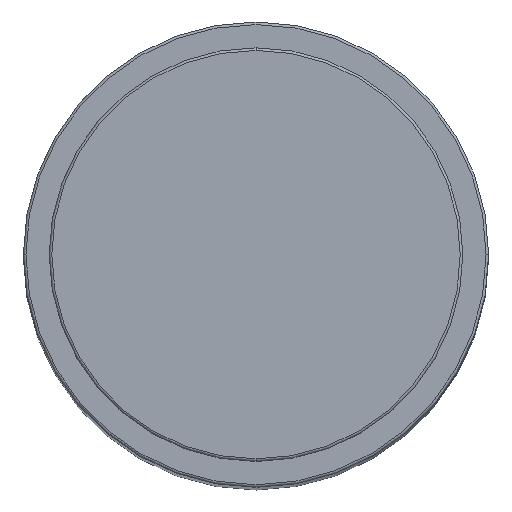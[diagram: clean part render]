
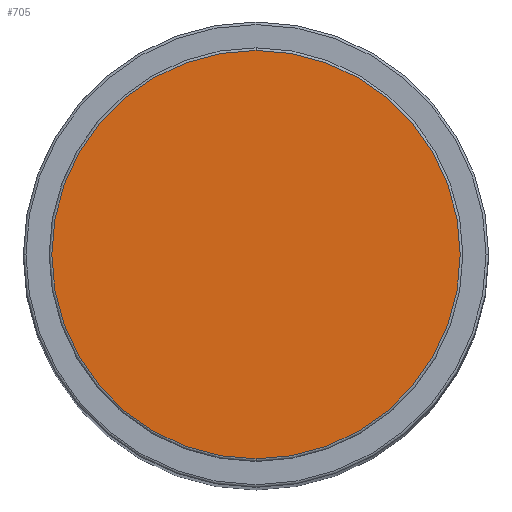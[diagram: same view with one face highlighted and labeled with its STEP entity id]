
A CAD part, top view. The second image highlights one B-rep face of the part: STEP entity #705.
In plain terms, the highlighted planar face has unit normal (0, 0, 1).
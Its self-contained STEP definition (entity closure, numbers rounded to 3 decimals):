
#238=CARTESIAN_POINT('',(0.,0.,60.));
#239=DIRECTION('',(0.,0.,1.));
#240=DIRECTION('',(0.,1.,0.));
#241=AXIS2_PLACEMENT_3D('',#238,#239,#240);
#243=CARTESIAN_POINT('',(0.,0.,60.));
#244=DIRECTION('',(0.,0.,1.));
#245=DIRECTION('',(0.,-1.,0.));
#246=AXIS2_PLACEMENT_3D('',#243,#244,#245);
#307=CARTESIAN_POINT('',(0.,7.9,60.));
#308=CARTESIAN_POINT('',(0.,-7.9,60.));
#309=VERTEX_POINT('',#307);
#310=VERTEX_POINT('',#308);
#695=CARTESIAN_POINT('',(0.,0.,60.));
#696=DIRECTION('',(0.,0.,1.));
#697=DIRECTION('',(0.,1.,0.));
#698=AXIS2_PLACEMENT_3D('',#695,#696,#697);
#699=PLANE('',#698);
#700=ORIENTED_EDGE('',*,*,#678,.F.);
#702=ORIENTED_EDGE('',*,*,#701,.F.);
#703=EDGE_LOOP('',(#700,#702));
#704=FACE_OUTER_BOUND('',#703,.F.);
#705=ADVANCED_FACE('',(#704),#699,.T.);
#242=CIRCLE('',#241,7.9);
#247=CIRCLE('',#246,7.9);
#678=EDGE_CURVE('',#309,#310,#242,.T.);
#701=EDGE_CURVE('',#310,#309,#247,.T.);
